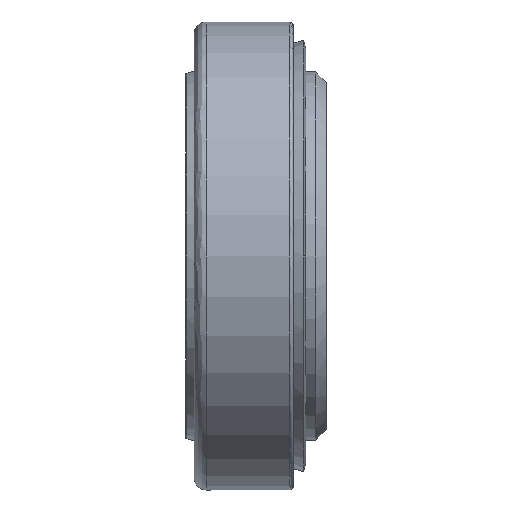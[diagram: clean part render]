
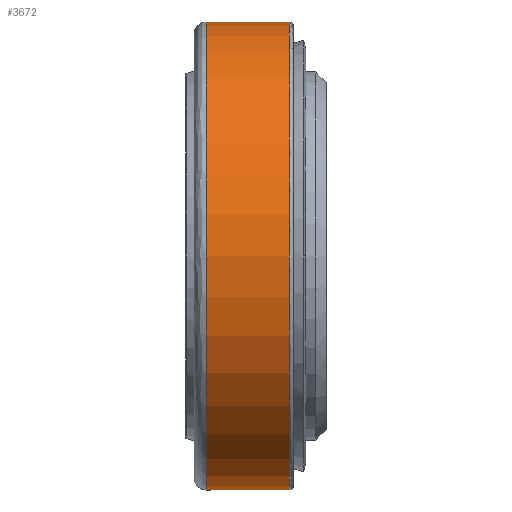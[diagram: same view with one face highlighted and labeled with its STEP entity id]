
A CAD part, front view. The second image highlights one B-rep face of the part: STEP entity #3672.
In plain terms, the highlighted cylindrical face has radius 25.146 mm (diameter 50.292 mm), a partial arc.
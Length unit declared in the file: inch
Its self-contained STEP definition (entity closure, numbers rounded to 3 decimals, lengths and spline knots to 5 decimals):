
#113 = VECTOR ( 'NONE', #459, 39.37008 ) ;
#276 = VERTEX_POINT ( 'NONE', #396 ) ;
#391 = EDGE_CURVE ( 'NONE', #276, #2163, #2623, .T. ) ;
#396 = CARTESIAN_POINT ( 'NONE',  ( 0.05118, 0., -0.99 ) ) ;
#412 = CARTESIAN_POINT ( 'NONE',  ( 0.40294, 0., 0.99 ) ) ;
#459 = DIRECTION ( 'NONE',  ( -1., 0., 0. ) ) ;
#604 = ORIENTED_EDGE ( 'NONE', *, *, #770, .T. ) ;
#716 = DIRECTION ( 'NONE',  ( -1., 0., 0. ) ) ;
#719 = AXIS2_PLACEMENT_3D ( 'NONE', #2017, #3509, #861 ) ;
#750 = DIRECTION ( 'NONE',  ( 0., 0., 1. ) ) ;
#770 = EDGE_CURVE ( 'NONE', #1381, #2163, #804, .T. ) ;
#779 = DIRECTION ( 'NONE',  ( 1., 0., 0. ) ) ;
#804 = LINE ( 'NONE', #412, #3678 ) ;
#836 = CARTESIAN_POINT ( 'NONE',  ( 0.40294, 0., -0.99 ) ) ;
#852 = CARTESIAN_POINT ( 'NONE',  ( 0.40294, 0., 0. ) ) ;
#861 = DIRECTION ( 'NONE',  ( 0., 0., 1. ) ) ;
#1165 = EDGE_LOOP ( 'NONE', ( #2305, #2405, #604, #2262 ) ) ;
#1381 = VERTEX_POINT ( 'NONE', #2010 ) ;
#1963 = CARTESIAN_POINT ( 'NONE',  ( 0.40294, 0., -0.99 ) ) ;
#2010 = CARTESIAN_POINT ( 'NONE',  ( 0.40294, 0., 0.99 ) ) ;
#2017 = CARTESIAN_POINT ( 'NONE',  ( 0.40294, 0., 0. ) ) ;
#2048 = DIRECTION ( 'NONE',  ( 0., 0., 1. ) ) ;
#2118 = EDGE_CURVE ( 'NONE', #1381, #2987, #3066, .T. ) ;
#2163 = VERTEX_POINT ( 'NONE', #2183 ) ;
#2183 = CARTESIAN_POINT ( 'NONE',  ( 0.05118, 0., 0.99 ) ) ;
#2262 = ORIENTED_EDGE ( 'NONE', *, *, #391, .F. ) ;
#2305 = ORIENTED_EDGE ( 'NONE', *, *, #2402, .F. ) ;
#2402 = EDGE_CURVE ( 'NONE', #2987, #276, #3158, .T. ) ;
#2405 = ORIENTED_EDGE ( 'NONE', *, *, #2118, .F. ) ;
#2446 = AXIS2_PLACEMENT_3D ( 'NONE', #852, #779, #2048 ) ;
#2552 = DIRECTION ( 'NONE',  ( -1., 0., 0. ) ) ;
#2623 = CIRCLE ( 'NONE', #3751, 0.99 ) ;
#2937 = CYLINDRICAL_SURFACE ( 'NONE', #719, 0.99 ) ;
#2987 = VERTEX_POINT ( 'NONE', #836 ) ;
#3066 = CIRCLE ( 'NONE', #2446, 0.99 ) ;
#3158 = LINE ( 'NONE', #1963, #113 ) ;
#3289 = FACE_OUTER_BOUND ( 'NONE', #1165, .T. ) ;
#3416 = CARTESIAN_POINT ( 'NONE',  ( 0.05118, 0., 0. ) ) ;
#3509 = DIRECTION ( 'NONE',  ( -1., 0., 0. ) ) ;
#3672 = ADVANCED_FACE ( 'NONE', ( #3289 ), #2937, .T. ) ;
#3678 = VECTOR ( 'NONE', #716, 39.37008 ) ;
#3751 = AXIS2_PLACEMENT_3D ( 'NONE', #3416, #2552, #750 ) ;
